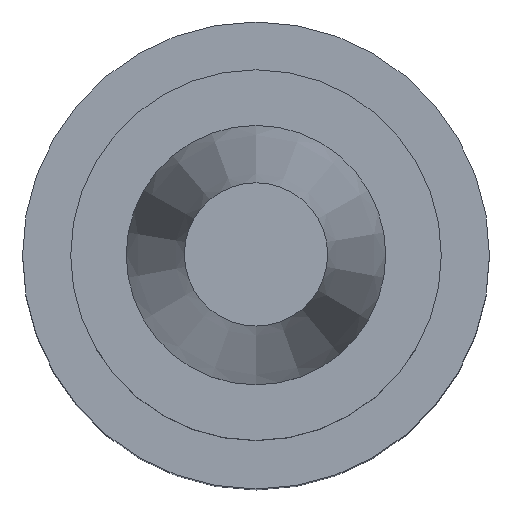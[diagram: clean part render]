
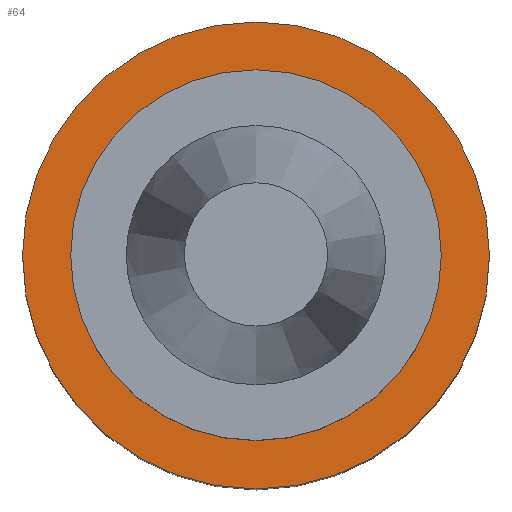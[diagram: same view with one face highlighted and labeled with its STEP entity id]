
A CAD part, top view. The second image highlights one B-rep face of the part: STEP entity #64.
In plain terms, the highlighted planar face has unit normal (0, 0, 1).
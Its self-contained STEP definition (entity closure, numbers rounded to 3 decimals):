
#64=ADVANCED_FACE('Unnamed[1]',(#169,#170),#171,.T.);
#108=EDGE_CURVE('Unnamed[1]',#237,#237,#238,.T.);
#110=EDGE_CURVE('Unnamed[1]',#240,#240,#241,.T.);
#169=FACE_OUTER_BOUND('',#312,.T.);
#170=FACE_BOUND('',#313,.T.);
#171=PLANE('',#314);
#237=VERTEX_POINT('',#397);
#238=CIRCLE('',#398,28.5);
#240=VERTEX_POINT('',#401);
#241=CIRCLE('',#402,40.);
#312=EDGE_LOOP('',(#477));
#313=EDGE_LOOP('',(#478));
#314=AXIS2_PLACEMENT_3D('',#479,#480,#481);
#397=CARTESIAN_POINT('',(0.,28.5,-35.));
#398=AXIS2_PLACEMENT_3D('',#551,#552,#553);
#401=CARTESIAN_POINT('',(0.,40.,-35.));
#402=AXIS2_PLACEMENT_3D('',#554,#555,#556);
#477=ORIENTED_EDGE('',*,*,#110,.F.);
#478=ORIENTED_EDGE('',*,*,#108,.T.);
#479=CARTESIAN_POINT('',(0.,34.25,-35.));
#480=DIRECTION('',(0.,0.,1.0));
#481=DIRECTION('',(0.,-1.0,0.));
#551=CARTESIAN_POINT('',(0.,0.,-35.));
#552=DIRECTION('',(0.,0.,-1.0));
#553=DIRECTION('',(0.,1.0,0.));
#554=CARTESIAN_POINT('',(0.,0.,-35.));
#555=DIRECTION('',(0.,0.,-1.0));
#556=DIRECTION('',(0.,1.0,0.));
